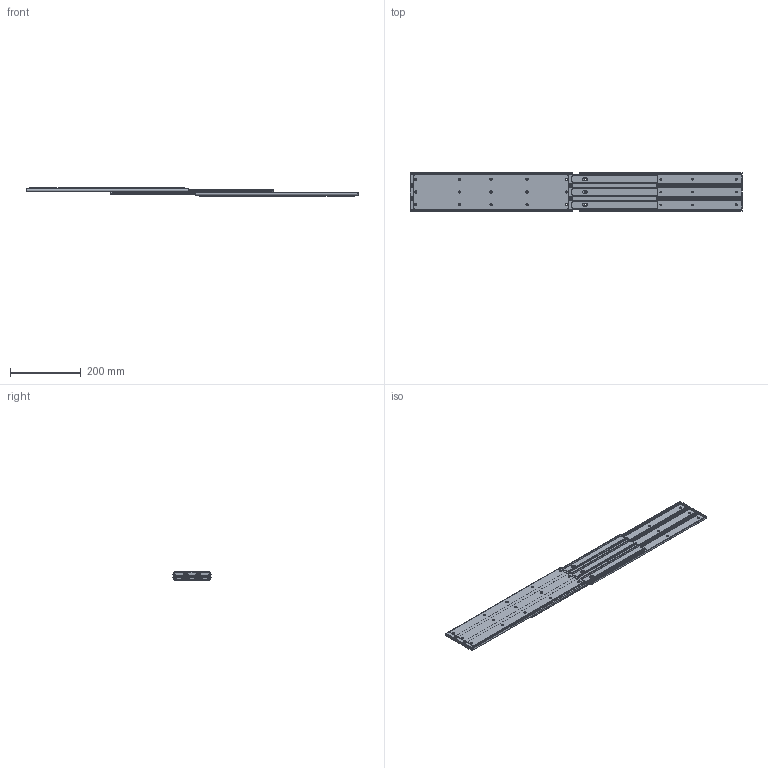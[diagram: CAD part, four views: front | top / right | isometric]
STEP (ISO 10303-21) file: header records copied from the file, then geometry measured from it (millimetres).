
FILE_DESCRIPTION (( 'STEP AP203' ), '1' );
FILE_NAME ('KC-1411-18.STEP', '2021-11-30T00:26:48', ( '' ), ( '' ), 'SwSTEP 2.0', 'SolidWorks 2018', '' );
FILE_SCHEMA (( 'CONFIG_CONTROL_DESIGN' ));
Length unit declared in the file: millimetre
Products named in the file (7): KC-1411-18_outer rail_; KC-1411-18_inner fitting plate_; KC-1411-18_inner rail_; KC-1411-18_outer fitting plate_; KC-1411-18
Assembly tree (14 placements, depth 3):
  KC-1411-18
    KC-1411-18_outer rail_  x2
      KC-1411-18_outer fitting plate_
      KC-1411-18_outer rail_
    KC-1411-18_inner rail_
      KC-1411-18_inner fitting plate_
      KC-1411-18_inner rail_  x6
Bounding box: 936.2 x 107.28 x 23.8 mm (x, y, z)
Volume: 513793.3 mm3; surface area: 709874.6 mm2
Topology: 15 solids, 15 shells, 864 faces, 2490 edges, 1656 vertices
Faces by surface type: cylinder 438, plane 426
Entity records: 8005 total; most frequent: CARTESIAN_POINT 1453, DIRECTION 1202, ORIENTED_EDGE 1172, EDGE_CURVE 586, AXIS2_PLACEMENT_3D 439, VERTEX_POINT 390, VECTOR 324, LINE 324
